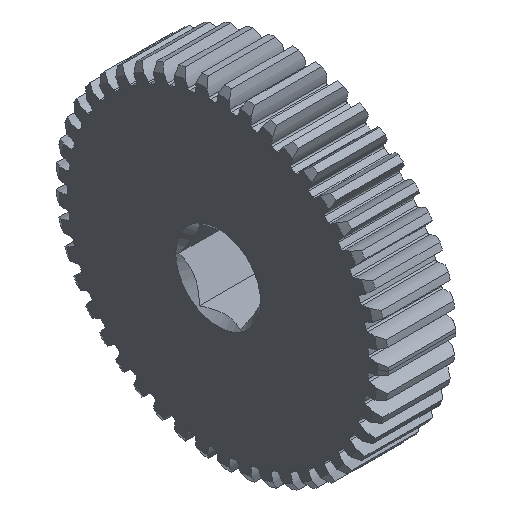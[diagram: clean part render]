
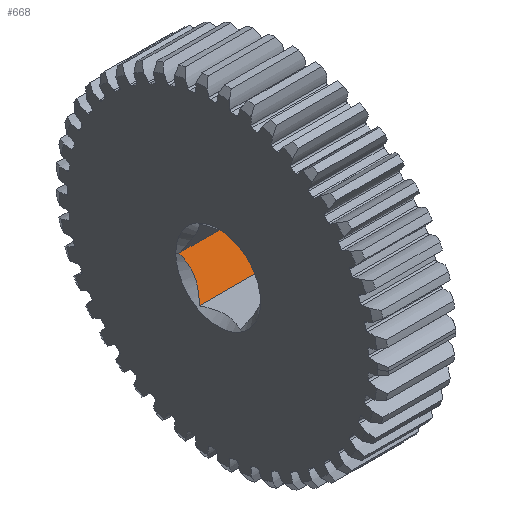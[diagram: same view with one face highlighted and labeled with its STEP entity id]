
A CAD part, isometric view. The second image highlights one B-rep face of the part: STEP entity #668.
In plain terms, the highlighted planar face has unit normal (0, -0.866, 0.5).
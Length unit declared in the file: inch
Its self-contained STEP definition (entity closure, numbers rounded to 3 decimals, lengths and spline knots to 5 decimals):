
#421=CARTESIAN_POINT('',(-0.25518,0.14434,-0.25));
#422=VERTEX_POINT('',#421);
#436=CARTESIAN_POINT('',(-0.2165,0.21651,-0.125));
#437=VERTEX_POINT('',#436);
#438=CARTESIAN_POINT('',(-0.25518,0.14434,-0.25));
#439=CARTESIAN_POINT('',(-0.2165,0.18301,-0.18301));
#440=CARTESIAN_POINT('',(-0.2165,0.21651,-0.125));
#448=(BOUNDED_CURVE()B_SPLINE_CURVE(2,(#438,#439,#440),.UNSPECIFIED.,.F.,.U.)B_SPLINE_CURVE_WITH_KNOTS((3,3),(0.05151,0.44359),.UNSPECIFIED.)CURVE()GEOMETRIC_REPRESENTATION_ITEM()RATIONAL_B_SPLINE_CURVE((1.01,1.043,1.0))REPRESENTATION_ITEM(''));
#449=EDGE_CURVE('',#422,#437,#448,.T.);
#451=CARTESIAN_POINT('',(-0.25518,0.28868,0.));
#452=VERTEX_POINT('',#451);
#453=CARTESIAN_POINT('',(-0.2165,0.21651,-0.125));
#454=CARTESIAN_POINT('',(-0.2165,0.25,-0.06699));
#455=CARTESIAN_POINT('',(-0.25518,0.28868,0.));
#463=(BOUNDED_CURVE()B_SPLINE_CURVE(2,(#453,#454,#455),.UNSPECIFIED.,.F.,.U.)B_SPLINE_CURVE_WITH_KNOTS((3,3),(0.44359,0.83567),.UNSPECIFIED.)CURVE()GEOMETRIC_REPRESENTATION_ITEM()RATIONAL_B_SPLINE_CURVE((1.0,1.043,1.01))REPRESENTATION_ITEM(''));
#464=EDGE_CURVE('',#437,#452,#463,.T.);
#489=CARTESIAN_POINT('',(0.28518,0.28868,0.));
#490=VERTEX_POINT('',#489);
#499=CARTESIAN_POINT('',(0.2465,0.21651,-0.125));
#500=VERTEX_POINT('',#499);
#501=CARTESIAN_POINT('',(0.28518,0.28868,0.));
#502=CARTESIAN_POINT('',(0.2465,0.25,-0.06699));
#503=CARTESIAN_POINT('',(0.2465,0.21651,-0.125));
#511=(BOUNDED_CURVE()B_SPLINE_CURVE(2,(#501,#502,#503),.UNSPECIFIED.,.F.,.U.)B_SPLINE_CURVE_WITH_KNOTS((3,3),(0.05151,0.44359),.UNSPECIFIED.)CURVE()GEOMETRIC_REPRESENTATION_ITEM()RATIONAL_B_SPLINE_CURVE((1.01,1.043,1.0))REPRESENTATION_ITEM(''));
#512=EDGE_CURVE('',#490,#500,#511,.T.);
#514=CARTESIAN_POINT('',(0.28518,0.14434,-0.25));
#515=VERTEX_POINT('',#514);
#516=CARTESIAN_POINT('',(0.2465,0.21651,-0.125));
#517=CARTESIAN_POINT('',(0.2465,0.18301,-0.18301));
#518=CARTESIAN_POINT('',(0.28518,0.14434,-0.25));
#526=(BOUNDED_CURVE()B_SPLINE_CURVE(2,(#516,#517,#518),.UNSPECIFIED.,.F.,.U.)B_SPLINE_CURVE_WITH_KNOTS((3,3),(0.44359,0.83567),.UNSPECIFIED.)CURVE()GEOMETRIC_REPRESENTATION_ITEM()RATIONAL_B_SPLINE_CURVE((1.0,1.043,1.01))REPRESENTATION_ITEM(''));
#527=EDGE_CURVE('',#500,#515,#526,.T.);
#641=CARTESIAN_POINT('',(0.28518,0.14434,-0.25));
#642=DIRECTION('',(-1.0,0.0,0.0));
#643=VECTOR('',#642,0.54035);
#644=LINE('',#641,#643);
#645=EDGE_CURVE('',#515,#422,#644,.T.);
#650=CARTESIAN_POINT('',(0.0,0.28868,0.));
#651=DIRECTION('',(0.0,0.866,-0.5));
#652=DIRECTION('',(0.0,0.5,0.866));
#653=AXIS2_PLACEMENT_3D('',#650,#651,#652);
#654=PLANE('',#653);
#655=ORIENTED_EDGE('',*,*,#464,.F.);
#656=ORIENTED_EDGE('',*,*,#449,.F.);
#657=ORIENTED_EDGE('',*,*,#645,.F.);
#658=ORIENTED_EDGE('',*,*,#527,.F.);
#659=ORIENTED_EDGE('',*,*,#512,.F.);
#660=CARTESIAN_POINT('',(0.28518,0.28868,0.));
#661=DIRECTION('',(-1.0,0.0,0.0));
#662=VECTOR('',#661,0.54035);
#663=LINE('',#660,#662);
#664=EDGE_CURVE('',#490,#452,#663,.T.);
#665=ORIENTED_EDGE('',*,*,#664,.T.);
#666=EDGE_LOOP('',(#655,#656,#657,#658,#659,#665));
#667=FACE_OUTER_BOUND('',#666,.T.);
#668=ADVANCED_FACE('',(#667),#654,.F.);
